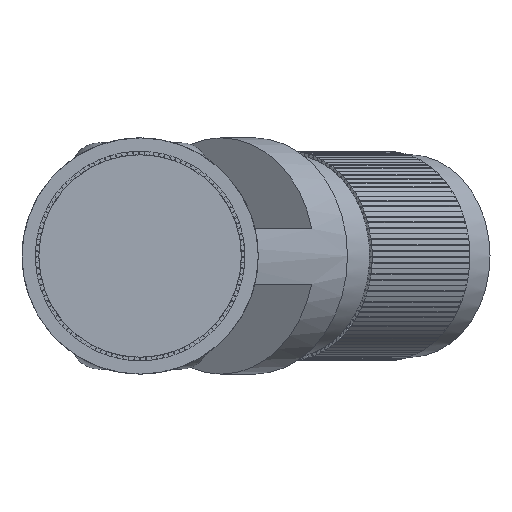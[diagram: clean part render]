
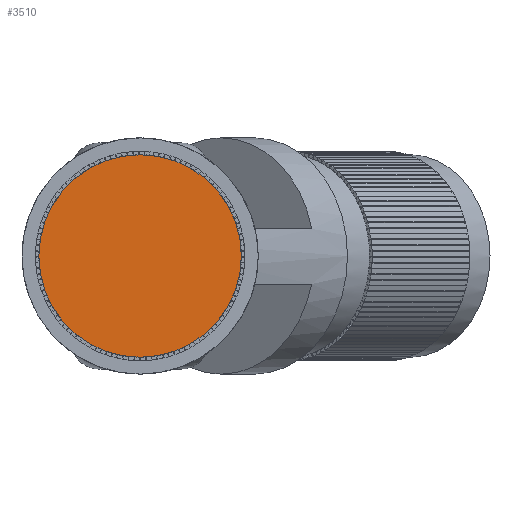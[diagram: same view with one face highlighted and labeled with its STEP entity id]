
A CAD part, left-side view. The second image highlights one B-rep face of the part: STEP entity #3510.
In plain terms, the highlighted planar face has unit normal (-1, 0, 0).
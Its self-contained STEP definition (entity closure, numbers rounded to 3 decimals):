
#82=PLANE('',#30322);
#1800=FACE_OUTER_BOUND('',#12433,.T.);
#3510=ADVANCED_FACE('',(#1800),#82,.T.);
#12433=EDGE_LOOP('',(#14529));
#14529=ORIENTED_EDGE('',*,*,#25503,.F.);
#22750=VERTEX_POINT('',#41115);
#25503=EDGE_CURVE('',#22750,#22750,#29612,.T.);
#29612=CIRCLE('',#30321,6.);
#30321=AXIS2_PLACEMENT_3D('',#41114,#32772,#32773);
#30322=AXIS2_PLACEMENT_3D('',#41116,#32774,#32775);
#32772=DIRECTION('',(1.,0.,0.));
#32773=DIRECTION('',(0.,0.,-1.));
#32774=DIRECTION('',(-1.,0.,0.));
#32775=DIRECTION('',(0.,0.,1.));
#41114=CARTESIAN_POINT('',(0.,0.,0.));
#41115=CARTESIAN_POINT('',(0.,0.,-6.));
#41116=CARTESIAN_POINT('',(0.,0.,0.));
